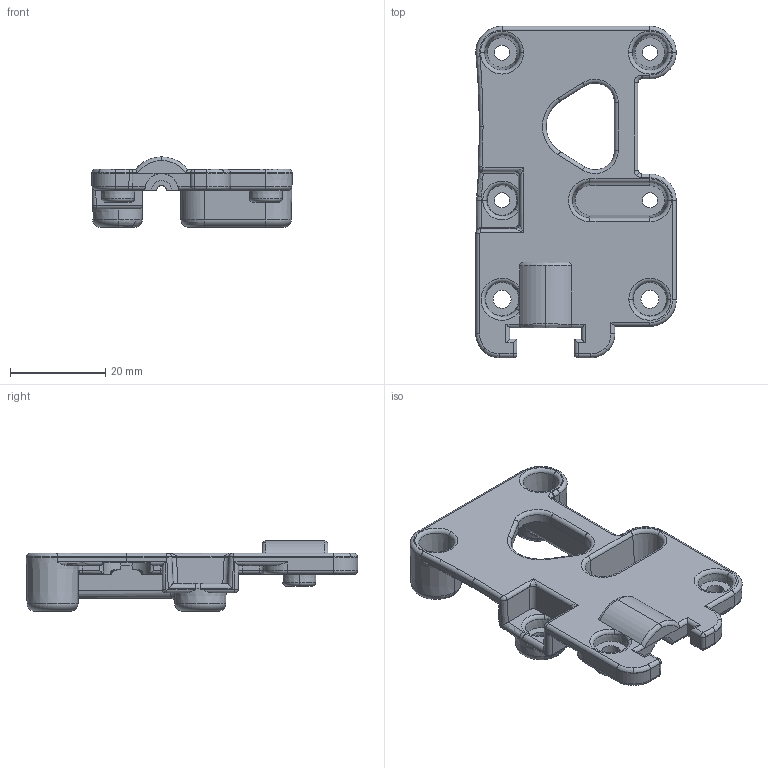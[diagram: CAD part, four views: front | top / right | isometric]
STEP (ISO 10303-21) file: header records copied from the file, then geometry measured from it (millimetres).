
FILE_DESCRIPTION (( 'STEP AP203' ), '1' );
FILE_NAME ('70602 EZR Struder Cover.STEP', '2018-01-19T18:58:52', ( '' ), ( '' ), 'SwSTEP 2.0', 'SolidWorks 2018', '' );
FILE_SCHEMA (( 'CONFIG_CONTROL_DESIGN' ));
Length unit declared in the file: millimetre
Products named in the file (1): 70602 EZR Struder Cover
Bounding box: 42.04 x 69.54 x 14.74 mm (x, y, z)
Volume: 10339.6 mm3; surface area: 8674.8 mm2
Topology: 1 solids, 1 shells, 426 faces, 1043 edges, 623 vertices
Faces by surface type: cylinder 154, plane 107, bspline 76, torus 44, cone 36, sphere 9
Entity records: 14540 total; most frequent: CARTESIAN_POINT 5269, ORIENTED_EDGE 2080, DIRECTION 1787, EDGE_CURVE 1040, AXIS2_PLACEMENT_3D 682, VERTEX_POINT 623, EDGE_LOOP 447, FACE_OUTER_BOUND 426
